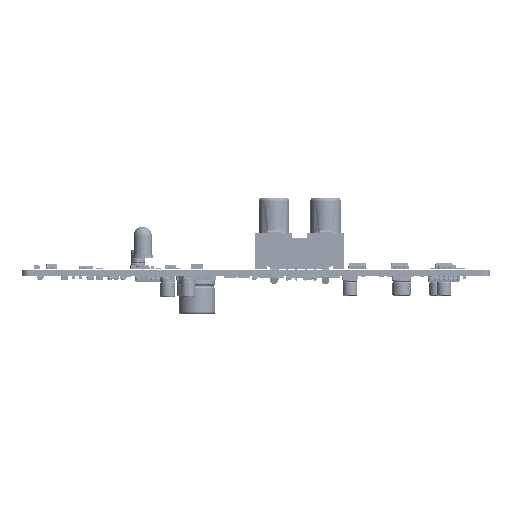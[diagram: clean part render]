
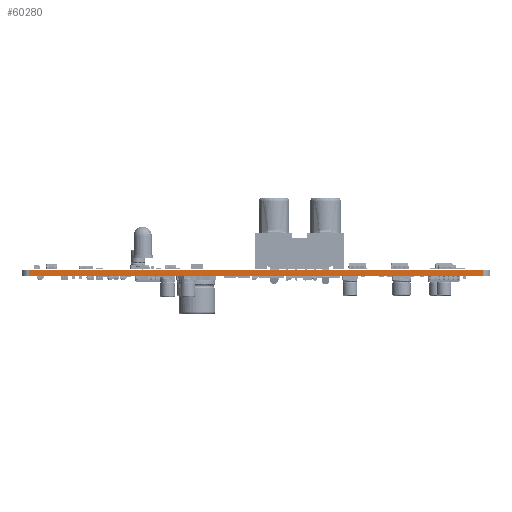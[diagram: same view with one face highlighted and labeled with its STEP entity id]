
A CAD part, left-side view. The second image highlights one B-rep face of the part: STEP entity #60280.
In plain terms, the highlighted planar face has unit normal (-1, 0, 0).
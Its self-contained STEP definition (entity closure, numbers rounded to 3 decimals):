
#55981 = VERTEX_POINT('',#55982);
#55982 = CARTESIAN_POINT('',(12.5,-38.,0.));
#55989 = EDGE_CURVE('',#55990,#55981,#55992,.T.);
#55990 = VERTEX_POINT('',#55991);
#55991 = CARTESIAN_POINT('',(12.5,-161.,0.));
#55992 = LINE('',#55993,#55994);
#55993 = CARTESIAN_POINT('',(12.5,-161.,0.));
#55994 = VECTOR('',#55995,1.);
#55995 = DIRECTION('',(0.,1.,0.));
#58104 = VERTEX_POINT('',#58105);
#58105 = CARTESIAN_POINT('',(12.5,-38.,1.606));
#58112 = EDGE_CURVE('',#58113,#58104,#58115,.T.);
#58113 = VERTEX_POINT('',#58114);
#58114 = CARTESIAN_POINT('',(12.5,-161.,1.606));
#58115 = LINE('',#58116,#58117);
#58116 = CARTESIAN_POINT('',(12.5,-161.,1.606));
#58117 = VECTOR('',#58118,1.);
#58118 = DIRECTION('',(0.,1.,0.));
#60250 = EDGE_CURVE('',#55981,#58104,#60251,.T.);
#60251 = LINE('',#60252,#60253);
#60252 = CARTESIAN_POINT('',(12.5,-38.,0.));
#60253 = VECTOR('',#60254,1.);
#60254 = DIRECTION('',(0.,0.,1.));
#60280 = ADVANCED_FACE('',(#60281),#60292,.T.);
#60281 = FACE_BOUND('',#60282,.T.);
#60282 = EDGE_LOOP('',(#60283,#60289,#60290,#60291));
#60283 = ORIENTED_EDGE('',*,*,#60284,.T.);
#60284 = EDGE_CURVE('',#55990,#58113,#60285,.T.);
#60285 = LINE('',#60286,#60287);
#60286 = CARTESIAN_POINT('',(12.5,-161.,0.));
#60287 = VECTOR('',#60288,1.);
#60288 = DIRECTION('',(0.,0.,1.));
#60289 = ORIENTED_EDGE('',*,*,#58112,.T.);
#60290 = ORIENTED_EDGE('',*,*,#60250,.F.);
#60291 = ORIENTED_EDGE('',*,*,#55989,.F.);
#60292 = PLANE('',#60293);
#60293 = AXIS2_PLACEMENT_3D('',#60294,#60295,#60296);
#60294 = CARTESIAN_POINT('',(12.5,-161.,0.));
#60295 = DIRECTION('',(-1.,0.,0.));
#60296 = DIRECTION('',(0.,1.,0.));
